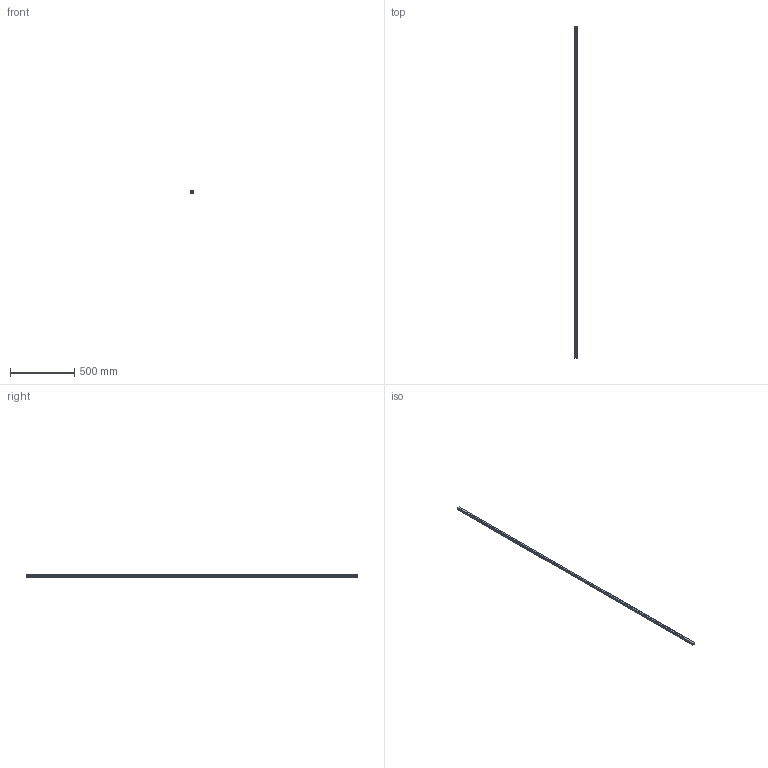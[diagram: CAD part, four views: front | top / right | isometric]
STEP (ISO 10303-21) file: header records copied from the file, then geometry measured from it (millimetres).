
FILE_DESCRIPTION(('STEP AP214'),'1');
FILE_NAME('cctmp_4DC5A917-6E68-426F-8AEC-34EB6520C2E0_2021_01_22_14_06_32_0623..stp','2021-01-22T13:06:32',('HIWIN GmbH'),('CADClick - www.CADClick.com'),'Spatial InterOp 3D',' ','unknown authorization');
FILE_SCHEMA(('AUTOMOTIVE_DESIGN'));
Length unit declared in the file: millimetre
Products named in the file (1): HGR20T2590C_FILE
Bounding box: 20 x 2590 x 17.5 mm (x, y, z)
Volume: 764999 mm3; surface area: 206472.6 mm2
Topology: 1 solids, 1 shells, 279 faces, 733 edges, 417 vertices
Faces by surface type: cylinder 108, cone 86, plane 85
Entity records: 10169 total; most frequent: DIRECTION 1423, CARTESIAN_POINT 1344, ORIENTED_EDGE 1294, EDGE_CURVE 647, AXIS2_PLACEMENT_3D 496, LINE 431, VECTOR 431, VERTEX_POINT 417
